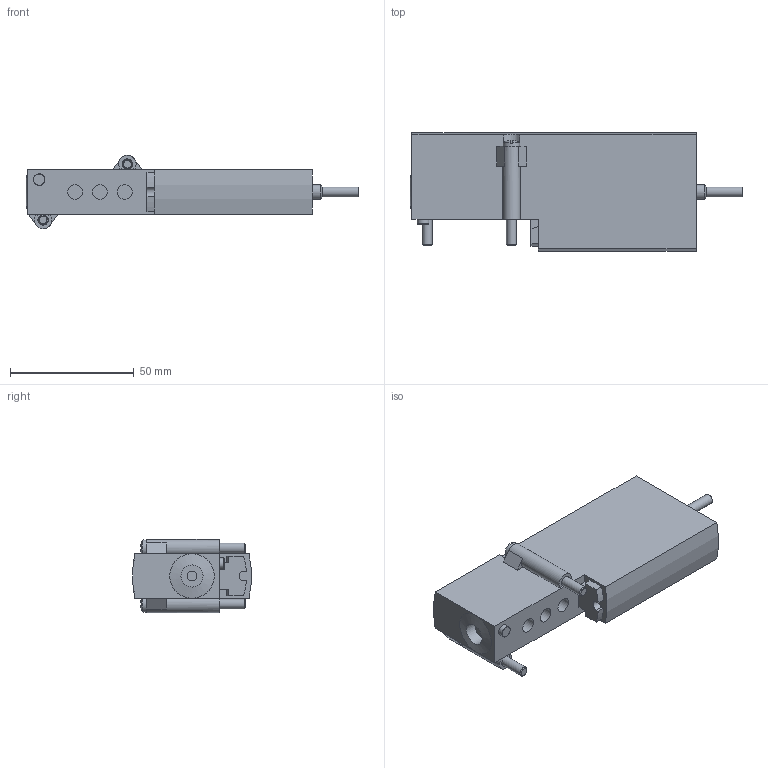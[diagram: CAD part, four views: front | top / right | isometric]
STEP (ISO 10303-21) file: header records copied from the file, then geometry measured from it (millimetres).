
FILE_DESCRIPTION(/* description */ ('STEP AP214'),/* implementation_level */ '2;1');
FILE_NAME(/* name */ '525177_MHA4-MS1H-3_2G-4-K',/* time_stamp */ '2024-09-05T12:49:30+02:00',/* author */ ('License CC BY-ND 4.0'),/* organization */ ('CADENAS'),/* preprocessor_version */ 'ST-DEVELOPER v19.3',/* originating_system */ 'PARTsolutions',/* authorisation */ ' ');
FILE_SCHEMA (('AUTOMOTIVE_DESIGN {1 0 10303 214 3 1 1}'));
Length unit declared in the file: millimetre
Products named in the file (1): 525177 MHA4-MS1H-3/2G-4-K
Bounding box: 133.9 x 47.78 x 29.5 mm (x, y, z)
Volume: 88017.5 mm3; surface area: 18847.5 mm2
Topology: 1 solids, 1 shells, 94 faces, 240 edges, 157 vertices
Faces by surface type: plane 61, cylinder 23, cone 5, sphere 4, torus 1
Full cylindrical faces by diameter (mm): 4 x4, 4.2 x1, 4.65 x1, 6 x4, 6.6 x2, 9 x1
Entity records: 2750 total; most frequent: DIRECTION 484, CARTESIAN_POINT 475, ORIENTED_EDGE 432, EDGE_CURVE 216, AXIS2_PLACEMENT_3D 175, VERTEX_POINT 152, LINE 134, VECTOR 134
